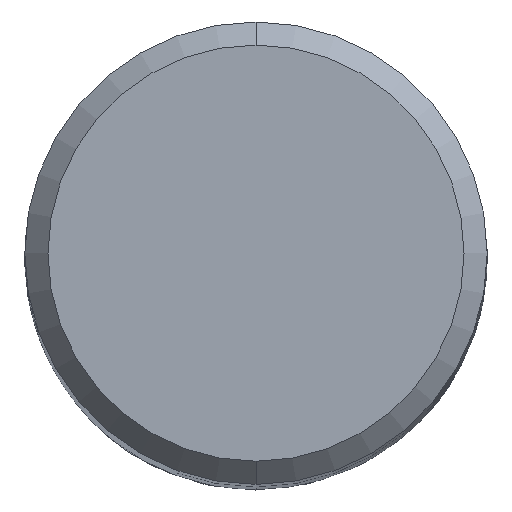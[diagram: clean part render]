
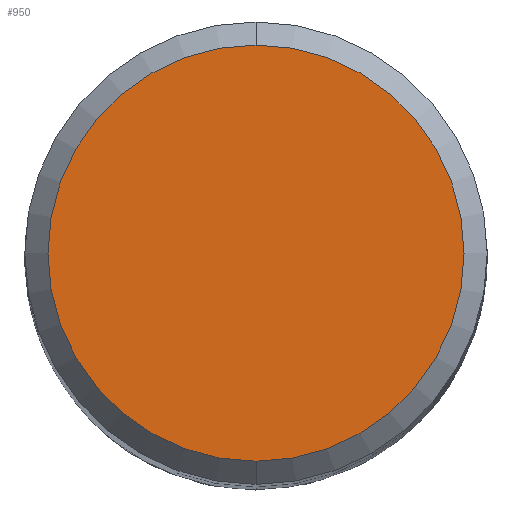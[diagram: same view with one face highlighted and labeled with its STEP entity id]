
A CAD part, top view. The second image highlights one B-rep face of the part: STEP entity #950.
In plain terms, the highlighted planar face has unit normal (0, 0, 1).
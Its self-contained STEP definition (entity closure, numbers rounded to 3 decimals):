
#654=EDGE_CURVE('',#1068,#830,#1512,.T.);
#830=VERTEX_POINT('',#1698);
#950=ADVANCED_FACE('',(#1831),#1832,.T.);
#1068=VERTEX_POINT('',#1961);
#1224=EDGE_CURVE('',#830,#1068,#2138,.T.);
#1512=CIRCLE('',#4254,7.2);
#1698=CARTESIAN_POINT('',(0.,-7.2,0.0));
#1831=FACE_OUTER_BOUND('',#5817,.T.);
#1832=PLANE('',#5818);
#1961=CARTESIAN_POINT('',(0.0,7.2,0.0));
#2138=CIRCLE('',#8580,7.2);
#4254=AXIS2_PLACEMENT_3D('',#9130,#9131,#9132);
#5817=EDGE_LOOP('',(#9478,#9479));
#5818=AXIS2_PLACEMENT_3D('',#9480,#9481,#9482);
#8580=AXIS2_PLACEMENT_3D('',#9914,#9915,#9916);
#9130=CARTESIAN_POINT('',(0.0,0.0,0.0));
#9131=DIRECTION('',(0.0,0.0,-1.0));
#9132=DIRECTION('',(0.0,1.0,0.0));
#9478=ORIENTED_EDGE('',*,*,#654,.F.);
#9479=ORIENTED_EDGE('',*,*,#1224,.F.);
#9480=CARTESIAN_POINT('',(0.0,3.6,0.0));
#9481=DIRECTION('',(-0.0,0.0,1.0));
#9482=DIRECTION('',(0.0,-1.0,0.0));
#9914=CARTESIAN_POINT('',(0.0,0.0,0.0));
#9915=DIRECTION('',(0.0,0.0,-1.0));
#9916=DIRECTION('',(0.0,1.0,0.0));
